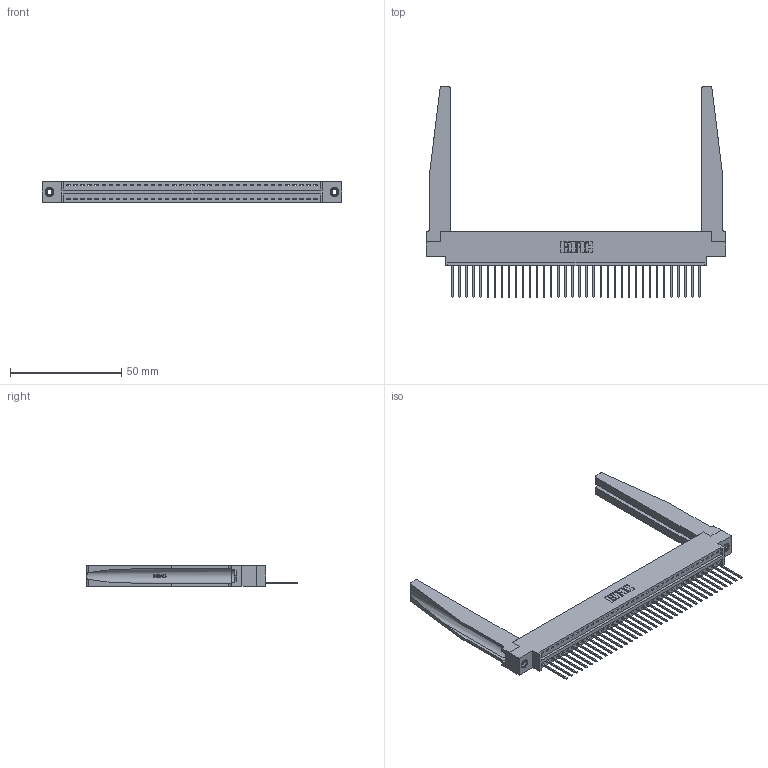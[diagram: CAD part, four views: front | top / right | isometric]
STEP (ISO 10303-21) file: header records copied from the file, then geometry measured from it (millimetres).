
FILE_DESCRIPTION (( 'STEP AP203' ), '1' );
FILE_NAME ('346-036-540-678.STEP', '2022-05-07T01:14:39', ( '' ), ( '' ), 'SwSTEP 2.0', 'SolidWorks 2020', '' );
FILE_SCHEMA (( 'CONFIG_CONTROL_DESIGN' ));
Length unit declared in the file: inch
Products named in the file (5): 346-036-540-678; 345-292-001_345-293-140; 345-250-001_345-250-001-102; 346 Part_0.170 Offset - 0.156 Dia-TH; 346-220-078_345-220-078
Assembly tree (41 placements, depth 2):
  346-036-540-678
    346 Part_0.170 Offset - 0.156 Dia-TH
    345-292-001_345-293-140  x36
    346-220-078_345-220-078  x2
    345-250-001_345-250-001-102  x2
Bounding box: 134.87 x 94.74 x 9.4 mm (x, y, z)
Volume: 19654 mm3; surface area: 22953.6 mm2
Topology: 41 solids, 41 shells, 2462 faces, 7321 edges, 4822 vertices
Faces by surface type: plane 1676, cylinder 734, bspline 36, cone 12, torus 4
Entity records: 28464 total; most frequent: CARTESIAN_POINT 5797, ORIENTED_EDGE 4654, DIRECTION 4105, EDGE_CURVE 2327, VECTOR 1957, LINE 1957, VERTEX_POINT 1544, AXIS2_PLACEMENT_3D 1074
